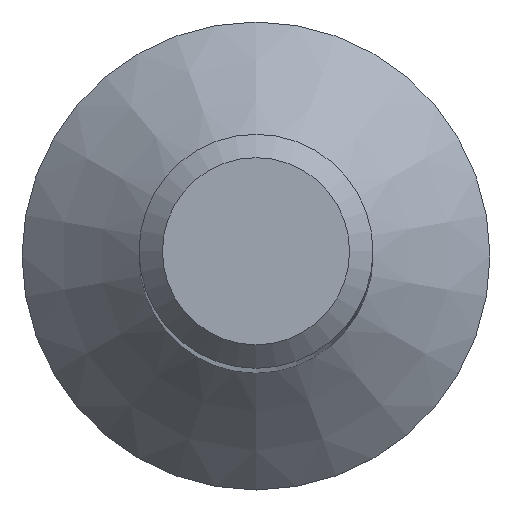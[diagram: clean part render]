
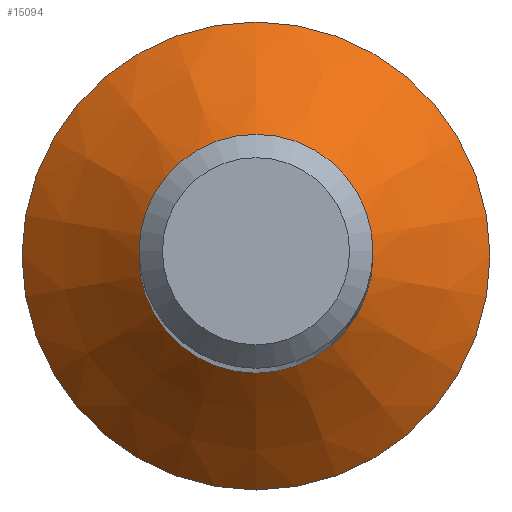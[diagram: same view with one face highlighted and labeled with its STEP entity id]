
A CAD part, top view. The second image highlights one B-rep face of the part: STEP entity #15094.
In plain terms, the highlighted conical face has half-angle 45 degrees and reference radius 6 mm.
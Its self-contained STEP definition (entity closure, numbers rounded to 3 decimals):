
#938 = CONICAL_SURFACE ( 'NONE', #6154, 6., 0.785 ) ;
#1161 = AXIS2_PLACEMENT_3D ( 'NONE', #10712, #6171, #8691 ) ;
#2833 = VERTEX_POINT ( 'NONE', #6203 ) ;
#3201 = CARTESIAN_POINT ( 'NONE',  ( 0., 0., 0.3 ) ) ;
#5393 = EDGE_LOOP ( 'NONE', ( #5696 ) ) ;
#5684 = AXIS2_PLACEMENT_3D ( 'NONE', #8659, #12339, #7515 ) ;
#5696 = ORIENTED_EDGE ( 'NONE', *, *, #6628, .T. ) ;
#5841 = CARTESIAN_POINT ( 'NONE',  ( 0., 3., 3.3 ) ) ;
#6154 = AXIS2_PLACEMENT_3D ( 'NONE', #3201, #11682, #14035 ) ;
#6171 = DIRECTION ( 'NONE',  ( 0., 0., -1. ) ) ;
#6203 = CARTESIAN_POINT ( 'NONE',  ( 0., 6., 0.3 ) ) ;
#6366 = EDGE_LOOP ( 'NONE', ( #12368 ) ) ;
#6628 = EDGE_CURVE ( 'NONE', #9244, #9244, #9294, .T. ) ;
#6641 = CIRCLE ( 'NONE', #1161, 6. ) ;
#7515 = DIRECTION ( 'NONE',  ( 0., 1., 0. ) ) ;
#8659 = CARTESIAN_POINT ( 'NONE',  ( 0., 0., 3.3 ) ) ;
#8691 = DIRECTION ( 'NONE',  ( 0., 1., 0. ) ) ;
#9244 = VERTEX_POINT ( 'NONE', #5841 ) ;
#9294 = CIRCLE ( 'NONE', #5684, 3. ) ;
#10712 = CARTESIAN_POINT ( 'NONE',  ( 0., 0., 0.3 ) ) ;
#11466 = EDGE_CURVE ( 'NONE', #2833, #2833, #6641, .T. ) ;
#11552 = FACE_OUTER_BOUND ( 'NONE', #6366, .T. ) ;
#11682 = DIRECTION ( 'NONE',  ( 0., 0., -1. ) ) ;
#12339 = DIRECTION ( 'NONE',  ( 0., 0., -1. ) ) ;
#12368 = ORIENTED_EDGE ( 'NONE', *, *, #11466, .F. ) ;
#13628 = FACE_BOUND ( 'NONE', #5393, .T. ) ;
#14035 = DIRECTION ( 'NONE',  ( 0., 1., 0. ) ) ;
#15094 = ADVANCED_FACE ( 'NONE', ( #11552, #13628 ), #938, .T. ) ;
